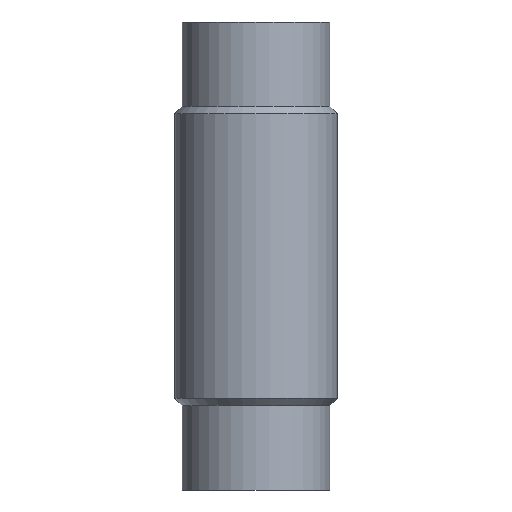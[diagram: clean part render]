
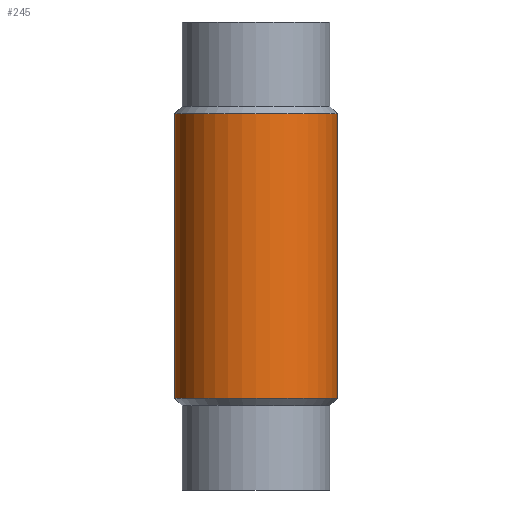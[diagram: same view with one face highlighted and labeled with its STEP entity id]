
A CAD part, left-side view. The second image highlights one B-rep face of the part: STEP entity #245.
In plain terms, the highlighted cylindrical face has radius 137.5 mm (diameter 275 mm), a full revolution.
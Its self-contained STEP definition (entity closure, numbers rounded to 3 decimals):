
#22=ELLIPSE('',#281,148.829,137.5);
#23=ELLIPSE('',#282,359.305,137.5);
#24=ELLIPSE('',#283,359.305,137.5);
#25=ELLIPSE('',#284,148.829,137.5);
#30=CYLINDRICAL_SURFACE('',#290,137.5);
#39=FACE_OUTER_BOUND('',#52,.T.);
#52=EDGE_LOOP('',(#187,#188,#189,#190,#191,#192,#193,#194,#195,#196,#197,
#198));
#69=LINE('',#434,#80);
#70=LINE('',#436,#81);
#80=VECTOR('',#350,137.5);
#81=VECTOR('',#351,137.5);
#93=CIRCLE('',#287,137.5);
#94=CIRCLE('',#288,137.5);
#96=CIRCLE('',#291,137.5);
#97=CIRCLE('',#292,137.5);
#110=VERTEX_POINT('',#414);
#111=VERTEX_POINT('',#415);
#112=VERTEX_POINT('',#418);
#113=VERTEX_POINT('',#420);
#116=VERTEX_POINT('',#427);
#117=VERTEX_POINT('',#429);
#118=VERTEX_POINT('',#435);
#119=VERTEX_POINT('',#437);
#136=EDGE_CURVE('',#110,#111,#22,.T.);
#138=EDGE_CURVE('',#112,#110,#23,.T.);
#139=EDGE_CURVE('',#113,#112,#24,.T.);
#140=EDGE_CURVE('',#111,#113,#25,.T.);
#143=EDGE_CURVE('',#116,#117,#93,.T.);
#144=EDGE_CURVE('',#117,#116,#94,.T.);
#146=EDGE_CURVE('',#117,#112,#69,.T.);
#147=EDGE_CURVE('',#111,#118,#70,.T.);
#148=EDGE_CURVE('',#119,#118,#96,.T.);
#149=EDGE_CURVE('',#118,#119,#97,.T.);
#187=ORIENTED_EDGE('',*,*,#143,.F.);
#188=ORIENTED_EDGE('',*,*,#144,.F.);
#189=ORIENTED_EDGE('',*,*,#146,.T.);
#190=ORIENTED_EDGE('',*,*,#138,.T.);
#191=ORIENTED_EDGE('',*,*,#136,.T.);
#192=ORIENTED_EDGE('',*,*,#147,.T.);
#193=ORIENTED_EDGE('',*,*,#148,.F.);
#194=ORIENTED_EDGE('',*,*,#149,.F.);
#195=ORIENTED_EDGE('',*,*,#147,.F.);
#196=ORIENTED_EDGE('',*,*,#140,.T.);
#197=ORIENTED_EDGE('',*,*,#139,.T.);
#198=ORIENTED_EDGE('',*,*,#146,.F.);
#245=ADVANCED_FACE('',(#39),#30,.T.);
#281=AXIS2_PLACEMENT_3D('',#416,#328,#329);
#282=AXIS2_PLACEMENT_3D('',#419,#331,#332);
#283=AXIS2_PLACEMENT_3D('',#421,#333,#334);
#284=AXIS2_PLACEMENT_3D('',#422,#335,#336);
#287=AXIS2_PLACEMENT_3D('',#430,#342,#343);
#288=AXIS2_PLACEMENT_3D('',#431,#344,#345);
#290=AXIS2_PLACEMENT_3D('',#433,#348,#349);
#291=AXIS2_PLACEMENT_3D('',#438,#352,#353);
#292=AXIS2_PLACEMENT_3D('',#439,#354,#355);
#328=DIRECTION('center_axis',(-0.383,0.,0.924));
#329=DIRECTION('ref_axis',(-0.924,0.,-0.383));
#331=DIRECTION('center_axis',(-0.924,0.,-0.383));
#332=DIRECTION('ref_axis',(0.383,0.,-0.924));
#333=DIRECTION('center_axis',(-0.924,0.,-0.383));
#334=DIRECTION('ref_axis',(0.383,0.,-0.924));
#335=DIRECTION('center_axis',(-0.383,0.,0.924));
#336=DIRECTION('ref_axis',(-0.924,0.,-0.383));
#342=DIRECTION('center_axis',(0.,0.,-1.));
#343=DIRECTION('ref_axis',(1.,0.,0.));
#344=DIRECTION('center_axis',(0.,0.,-1.));
#345=DIRECTION('ref_axis',(1.,0.,0.));
#348=DIRECTION('center_axis',(0.,0.,-1.));
#349=DIRECTION('ref_axis',(-1.,0.,0.));
#350=DIRECTION('',(0.,0.,1.));
#351=DIRECTION('',(0.,0.,1.));
#352=DIRECTION('center_axis',(0.,0.,1.));
#353=DIRECTION('ref_axis',(1.,0.,0.));
#354=DIRECTION('center_axis',(0.,0.,1.));
#355=DIRECTION('ref_axis',(1.,0.,0.));
#414=CARTESIAN_POINT('',(0.,-137.5,-252.));
#415=CARTESIAN_POINT('',(137.5,0.,-195.046));
#416=CARTESIAN_POINT('Origin',(0.,0.,-252.));
#418=CARTESIAN_POINT('',(137.5,0.,-583.954));
#419=CARTESIAN_POINT('Origin',(0.,0.,-252.));
#420=CARTESIAN_POINT('',(0.,137.5,-252.));
#421=CARTESIAN_POINT('Origin',(0.,0.,-252.));
#422=CARTESIAN_POINT('Origin',(0.,0.,-252.));
#427=CARTESIAN_POINT('',(-137.5,0.,-636.5));
#429=CARTESIAN_POINT('',(137.5,0.,-636.5));
#430=CARTESIAN_POINT('Origin',(0.,0.,-636.5));
#431=CARTESIAN_POINT('Origin',(0.,0.,-636.5));
#433=CARTESIAN_POINT('Origin',(0.,0.,-396.));
#434=CARTESIAN_POINT('',(137.5,0.,-396.));
#435=CARTESIAN_POINT('',(137.5,0.,-155.5));
#436=CARTESIAN_POINT('',(137.5,0.,-396.));
#437=CARTESIAN_POINT('',(-137.5,0.,-155.5));
#438=CARTESIAN_POINT('Origin',(0.,0.,-155.5));
#439=CARTESIAN_POINT('Origin',(0.,0.,-155.5));
